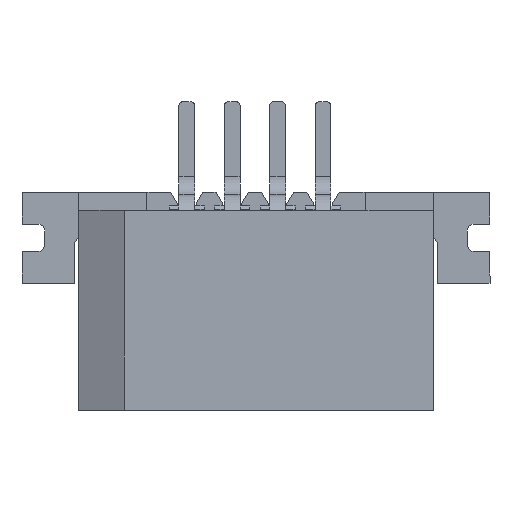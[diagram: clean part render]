
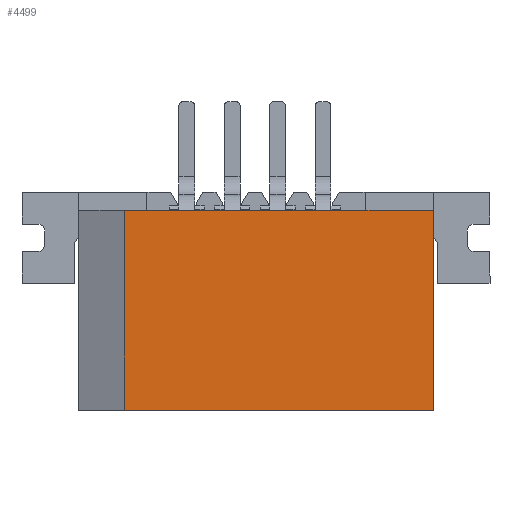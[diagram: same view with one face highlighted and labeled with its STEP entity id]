
A CAD part, top view. The second image highlights one B-rep face of the part: STEP entity #4499.
In plain terms, the highlighted planar face has unit normal (0, 0, 1).
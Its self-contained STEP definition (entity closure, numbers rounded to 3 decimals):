
#493=ORIENTED_EDGE('',*,*,#1745,.T.);
#494=ORIENTED_EDGE('',*,*,#1556,.T.);
#495=ORIENTED_EDGE('',*,*,#1748,.F.);
#496=ORIENTED_EDGE('',*,*,#1749,.F.);
#1556=EDGE_CURVE('',#2223,#2222,#2659,.T.);
#1745=EDGE_CURVE('',#2361,#2223,#2838,.T.);
#1748=EDGE_CURVE('',#2362,#2222,#2841,.T.);
#1749=EDGE_CURVE('',#2361,#2362,#2842,.T.);
#2222=VERTEX_POINT('',#6395);
#2223=VERTEX_POINT('',#6397);
#2361=VERTEX_POINT('',#6761);
#2362=VERTEX_POINT('',#6766);
#2659=LINE('',#6396,#3257);
#2838=LINE('',#6760,#3436);
#2841=LINE('',#6765,#3439);
#2842=LINE('',#6767,#3440);
#3257=VECTOR('',#5122,1000.);
#3436=VECTOR('',#5395,1000.);
#3439=VECTOR('',#5400,1000.);
#3440=VECTOR('',#5401,1000.);
#3834=EDGE_LOOP('',(#493,#494,#495,#496));
#4067=FACE_BOUND('',#3834,.T.);
#4295=PLANE('',#4792);
#4499=ADVANCED_FACE('',(#4067),#4295,.F.);
#4792=AXIS2_PLACEMENT_3D('',#6764,#5398,#5399);
#5122=DIRECTION('',(-1.,0.,0.));
#5395=DIRECTION('',(0.,1.,0.));
#5398=DIRECTION('',(0.,0.,-1.));
#5399=DIRECTION('',(-1.,0.,0.));
#5400=DIRECTION('',(0.,1.,0.));
#5401=DIRECTION('',(-1.,0.,0.));
#6395=CARTESIAN_POINT('',(-2.9,2.,1.55));
#6396=CARTESIAN_POINT('',(3.9,2.,1.55));
#6397=CARTESIAN_POINT('',(3.9,2.,1.55));
#6760=CARTESIAN_POINT('',(3.9,-2.4,1.55));
#6761=CARTESIAN_POINT('',(3.9,-2.4,1.55));
#6764=CARTESIAN_POINT('',(3.9,-2.4,1.55));
#6765=CARTESIAN_POINT('',(-2.9,-2.4,1.55));
#6766=CARTESIAN_POINT('',(-2.9,-2.4,1.55));
#6767=CARTESIAN_POINT('',(3.9,-2.4,1.55));
